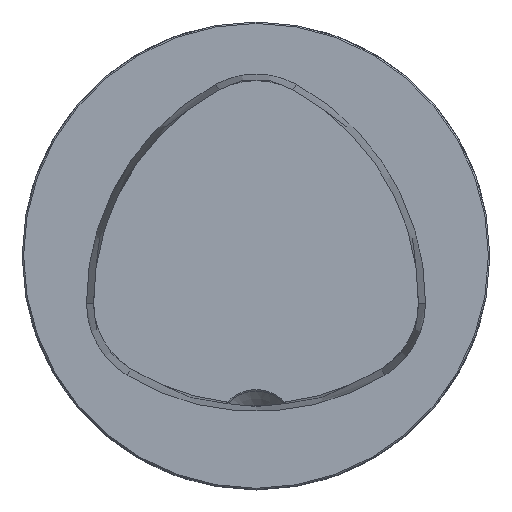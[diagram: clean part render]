
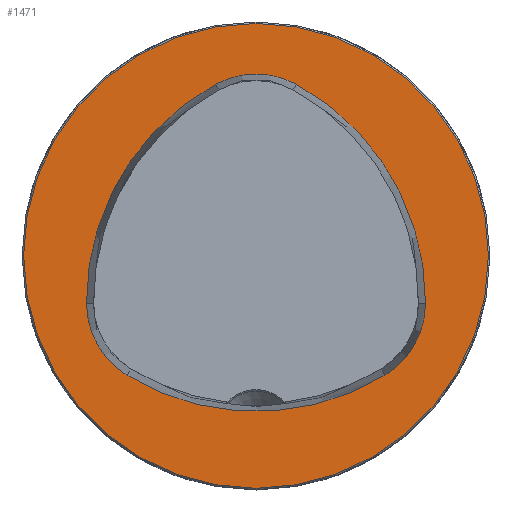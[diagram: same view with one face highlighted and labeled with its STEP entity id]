
A CAD part, top view. The second image highlights one B-rep face of the part: STEP entity #1471.
In plain terms, the highlighted planar face has unit normal (0, 0, 1).
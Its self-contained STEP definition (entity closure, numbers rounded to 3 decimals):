
#1471=ADVANCED_FACE('CU_FL_N1_SU_1',(#1936,#1937),#1790,.T.);
#1790=PLANE('',#5370);
#1936=FACE_BOUND('',#2052,.T.);
#1937=FACE_BOUND('',#2053,.T.);
#2052=EDGE_LOOP('',(#2466,#2467,#2468,#2469,#2470,#2471));
#2053=EDGE_LOOP('',(#2472));
#2466=ORIENTED_EDGE('',*,*,#4444,.F.);
#2467=ORIENTED_EDGE('',*,*,#4445,.F.);
#2468=ORIENTED_EDGE('',*,*,#4446,.F.);
#2469=ORIENTED_EDGE('',*,*,#4447,.F.);
#2470=ORIENTED_EDGE('',*,*,#4441,.F.);
#2471=ORIENTED_EDGE('',*,*,#4448,.F.);
#2472=ORIENTED_EDGE('',*,*,#4449,.T.);
#3953=VERTEX_POINT('',#7835);
#3954=VERTEX_POINT('',#7837);
#3956=VERTEX_POINT('',#7843);
#3957=VERTEX_POINT('',#7844);
#3958=VERTEX_POINT('',#7846);
#3959=VERTEX_POINT('',#7848);
#3960=VERTEX_POINT('',#7852);
#4441=EDGE_CURVE('',#3953,#3954,#5148,.T.);
#4444=EDGE_CURVE('',#3956,#3957,#5150,.T.);
#4445=EDGE_CURVE('',#3958,#3956,#5151,.T.);
#4446=EDGE_CURVE('',#3959,#3958,#5152,.T.);
#4447=EDGE_CURVE('',#3954,#3959,#5153,.T.);
#4448=EDGE_CURVE('',#3957,#3953,#5154,.T.);
#4449=EDGE_CURVE('',#3960,#3960,#5155,.T.);
#5148=CIRCLE('',#5361,53.075);
#5150=CIRCLE('',#5364,53.075);
#5151=CIRCLE('',#5365,18.075);
#5152=CIRCLE('',#5366,53.075);
#5153=CIRCLE('',#5367,18.075);
#5154=CIRCLE('',#5368,18.075);
#5155=CIRCLE('',#5369,49.7);
#5361=AXIS2_PLACEMENT_3D('',#7836,#5994,#5995);
#5364=AXIS2_PLACEMENT_3D('',#7842,#6001,#6002);
#5365=AXIS2_PLACEMENT_3D('',#7845,#6003,#6004);
#5366=AXIS2_PLACEMENT_3D('',#7847,#6005,#6006);
#5367=AXIS2_PLACEMENT_3D('',#7849,#6007,#6008);
#5368=AXIS2_PLACEMENT_3D('',#7850,#6009,#6010);
#5369=AXIS2_PLACEMENT_3D('',#7851,#6011,#6012);
#5370=AXIS2_PLACEMENT_3D('',#7853,#6013,#6014);
#5994=DIRECTION('',(0.,0.,1.));
#5995=DIRECTION('',(1.,0.,0.));
#6001=DIRECTION('',(0.,0.,1.));
#6002=DIRECTION('',(1.,0.,0.));
#6003=DIRECTION('',(0.,0.,1.));
#6004=DIRECTION('',(1.,0.,0.));
#6005=DIRECTION('',(0.,0.,1.));
#6006=DIRECTION('',(1.,0.,0.));
#6007=DIRECTION('',(0.,0.,1.));
#6008=DIRECTION('',(1.,0.,0.));
#6009=DIRECTION('',(0.,0.,1.));
#6010=DIRECTION('',(1.,0.,0.));
#6011=DIRECTION('',(0.,0.,1.));
#6012=DIRECTION('',(1.,0.,0.));
#6013=DIRECTION('',(0.,0.,1.));
#6014=DIRECTION('',(1.,0.,0.));
#7835=CARTESIAN_POINT('',(-27.566,-25.555,0.));
#7836=CARTESIAN_POINT('',(0.,19.8,0.));
#7837=CARTESIAN_POINT('',(27.566,-25.555,0.));
#7842=CARTESIAN_POINT('',(16.821,-9.893,0.));
#7843=CARTESIAN_POINT('',(-8.687,36.651,0.));
#7844=CARTESIAN_POINT('',(-36.253,-10.221,0.));
#7845=CARTESIAN_POINT('',(0.,20.8,0.));
#7846=CARTESIAN_POINT('',(8.687,36.651,0.));
#7847=CARTESIAN_POINT('',(-16.821,-9.893,0.));
#7848=CARTESIAN_POINT('',(36.253,-10.221,0.));
#7849=CARTESIAN_POINT('',(18.178,-10.109,0.));
#7850=CARTESIAN_POINT('',(-18.178,-10.109,0.));
#7851=CARTESIAN_POINT('',(0.,0.,0.));
#7852=CARTESIAN_POINT('',(49.7,0.,0.));
#7853=CARTESIAN_POINT('',(0.,0.,0.));
